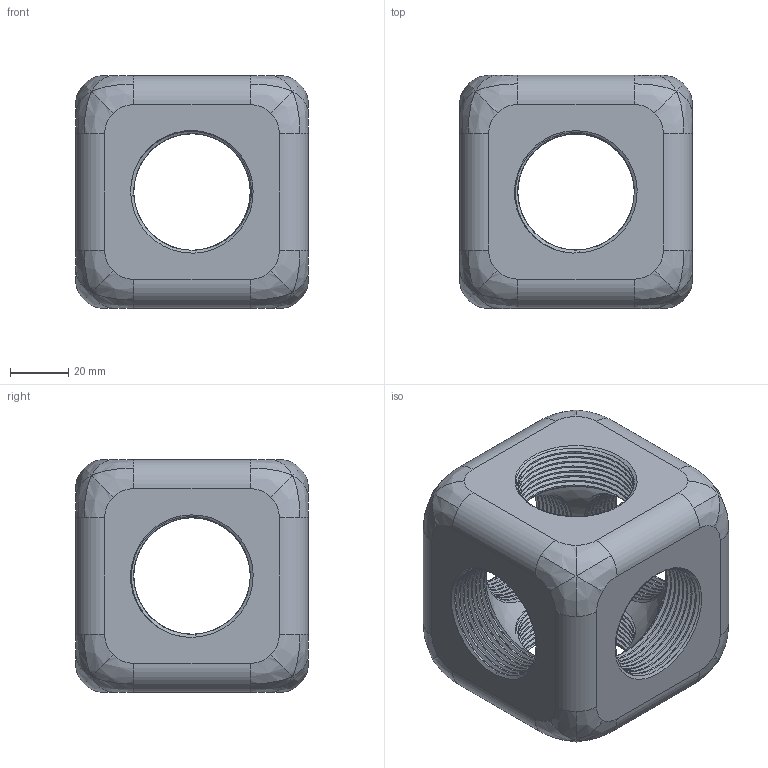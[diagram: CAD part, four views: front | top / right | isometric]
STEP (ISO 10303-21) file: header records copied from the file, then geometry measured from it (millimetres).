
FILE_DESCRIPTION(/* description */ (''),/* implementation_level */ '2;1');
FILE_NAME(/* name */ '6 Seitiger Würfel v3.step',/* time_stamp */ '2022-02-13T15:30:36+01:00',/* author */ (''),/* organization */ (''),/* preprocessor_version */ 'ST-DEVELOPER v18.1',/* originating_system */ 'Autodesk Translation Framework v10.13.0.1454',/* authorisation */ '');
FILE_SCHEMA (('AUTOMOTIVE_DESIGN { 1 0 10303 214 3 1 1 }'));
Length unit declared in the file: millimetre
Products named in the file (1): 6 Seitiger Würfel
Bounding box: 80 x 80 x 80 mm (x, y, z)
Volume: 264346 mm3; surface area: 49900 mm2
Topology: 1 solids, 1 shells, 205 faces, 588 edges, 384 vertices
Faces by surface type: cylinder 126, bspline 60, plane 12, cone 6, sphere 1
Full cylindrical faces by diameter (mm): 40.023 x45, 42.257 x45
Entity records: 22693 total; most frequent: CARTESIAN_POINT 17966, ORIENTED_EDGE 1176, DIRECTION 702, EDGE_CURVE 588, VERTEX_POINT 384, B_SPLINE_CURVE_WITH_KNOTS 320, AXIS2_PLACEMENT_3D 288, EDGE_LOOP 214
